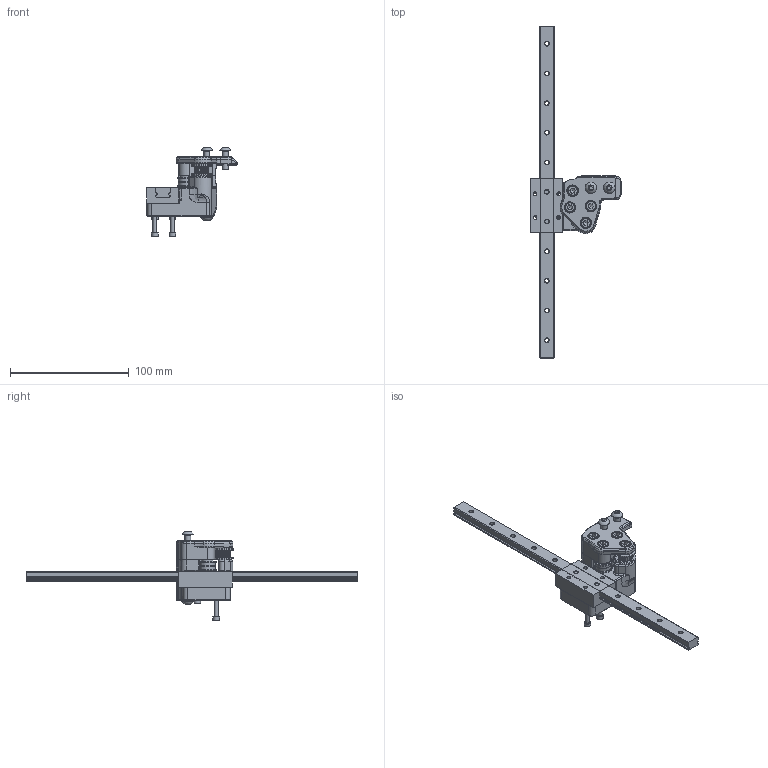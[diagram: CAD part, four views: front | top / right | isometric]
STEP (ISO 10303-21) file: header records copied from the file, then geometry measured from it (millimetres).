
FILE_DESCRIPTION(/* description */ (''),/* implementation_level */ '2;1');
FILE_NAME(/* name */ 'XY-Joint_Right.step',/* time_stamp */ '2022-03-09T13:50:24+01:00',/* author */ (''),/* organization */ (''),/* preprocessor_version */ 'ST-DEVELOPER v18.1',/* originating_system */ 'Autodesk Translation Framework v10.13.0.1454',/* authorisation */ '');
FILE_SCHEMA (('AUTOMOTIVE_DESIGN { 1 0 10303 214 3 1 1 }'));
Length unit declared in the file: millimetre
Products named in the file (24): XY Joint - Right; Idler Assembly (9) (1); M5 1mm Spacer (14) (1); F695 ZZ (13) (1); F695 ZZ (14) (1); M5 1mm Spacer (15) (1); GT2 20T Idler Gates (2); GT2 20T Idler (2); M3x30 SHCS (16) (1); M5x16 BHCS (2) (1); M5 Hex Nut (15); M5x40 SHCS (2) (1); M3x16 SHCS (6) (1); M5x30 BHCS (1) (1); M5 1mm Spacer (16) (1); M3x30 SHCS (17) (1); M5 Hex Nut (8) (1); M5x16 BHCS (15) (1); M5 Hex Nut (9) (1); M3x16 SHCS (5) (1); M5x40 SHCS (7) (1); M5x40 SHCS (8) (1); M5x40 SHCS (9) (1); MTN12 v1
Assembly tree (23 placements, depth 3):
  XY Joint - Right
    Idler Assembly (9) (1)
      M5 1mm Spacer (14) (1)
      F695 ZZ (13) (1)
      F695 ZZ (14) (1)
      M5 1mm Spacer (15) (1)
    GT2 20T Idler Gates (2)
    GT2 20T Idler (2)
    M3x30 SHCS (16) (1)
    M5x16 BHCS (2) (1)
    M5 Hex Nut (15)
    M5x40 SHCS (2) (1)
    M3x16 SHCS (6) (1)
    M5x30 BHCS (1) (1)
    M5 1mm Spacer (16) (1)
    M3x30 SHCS (17) (1)
    M5 Hex Nut (8) (1)
    M5x16 BHCS (15) (1)
    M5 Hex Nut (9) (1)
    M3x16 SHCS (5) (1)
    M5x40 SHCS (7) (1)
    M5x40 SHCS (8) (1)
    M5x40 SHCS (9) (1)
    MTN12 v1
Bounding box: 76.05 x 280 x 74.75 mm (x, y, z)
Volume: 105349.4 mm3; surface area: 50214.4 mm2
Topology: 29 solids, 29 shells, 1083 faces, 2579 edges, 1604 vertices
Faces by surface type: plane 433, cylinder 391, cone 186, bspline 35, torus 33, sphere 5
Full cylindrical faces by diameter (mm): 3 x4, 3.2 x4, 3.3 x4, 3.5 x11, 4.2 x3, 4.634 x5, 5 x13, 5.12 x8, 5.4 x13, 5.5 x4, 5.8 x4, 6.5 x15, 7 x1, 8 x2, 8.2 x4, 8.5 x4, 8.8 x2, 9 x10, 9.5 x3, 10 x3, 11.5 x4, 13 x2, 15 x4, 18 x2
Entity records: 39434 total; most frequent: CARTESIAN_POINT 13271, DIRECTION 5643, ORIENTED_EDGE 5130, EDGE_CURVE 2565, AXIS2_PLACEMENT_3D 2208, VERTEX_POINT 1604, EDGE_LOOP 1235, LINE 1227
